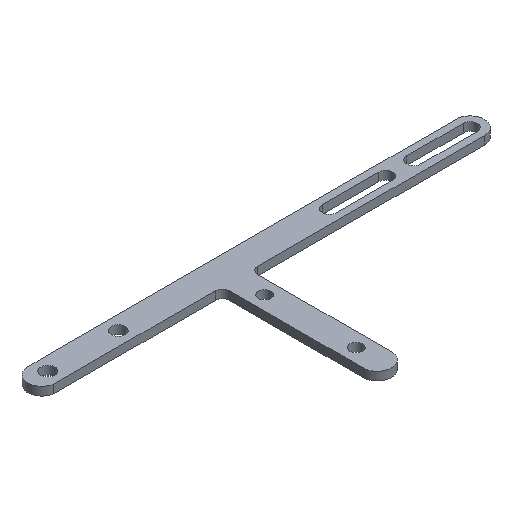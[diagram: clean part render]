
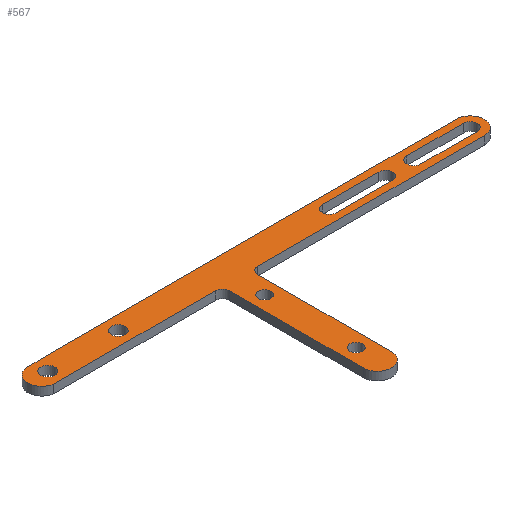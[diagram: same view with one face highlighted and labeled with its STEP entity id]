
A CAD part, isometric view. The second image highlights one B-rep face of the part: STEP entity #567.
In plain terms, the highlighted planar face has unit normal (0, 0, 1).
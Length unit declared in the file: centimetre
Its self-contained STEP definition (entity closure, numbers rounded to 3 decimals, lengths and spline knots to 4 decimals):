
#104=CIRCLE('',#571,0.25);
#106=CIRCLE('',#575,0.5);
#108=CIRCLE('',#580,0.5);
#110=CIRCLE('',#584,0.25);
#112=CIRCLE('',#588,0.5);
#114=CIRCLE('',#591,0.25);
#116=CIRCLE('',#595,0.25);
#118=CIRCLE('',#599,0.225);
#120=CIRCLE('',#602,0.225);
#122=CIRCLE('',#605,0.25);
#124=CIRCLE('',#608,0.25);
#126=CIRCLE('',#611,0.25);
#128=CIRCLE('',#615,0.25);
#143=VERTEX_POINT('',#751);
#144=VERTEX_POINT('',#752);
#147=VERTEX_POINT('',#760);
#149=VERTEX_POINT('',#766);
#151=VERTEX_POINT('',#772);
#153=VERTEX_POINT('',#778);
#155=VERTEX_POINT('',#784);
#157=VERTEX_POINT('',#790);
#159=VERTEX_POINT('',#796);
#161=VERTEX_POINT('',#802);
#163=VERTEX_POINT('',#808);
#165=VERTEX_POINT('',#817);
#166=VERTEX_POINT('',#818);
#169=VERTEX_POINT('',#826);
#171=VERTEX_POINT('',#832);
#173=VERTEX_POINT('',#841);
#175=VERTEX_POINT('',#846);
#177=VERTEX_POINT('',#851);
#179=VERTEX_POINT('',#856);
#181=VERTEX_POINT('',#861);
#182=VERTEX_POINT('',#862);
#185=VERTEX_POINT('',#870);
#187=VERTEX_POINT('',#876);
#189=VECTOR('',#621,1.);
#194=VECTOR('',#633,1.);
#198=VECTOR('',#644,1.);
#201=VECTOR('',#648,1.);
#205=VECTOR('',#659,1.);
#209=VECTOR('',#670,1.);
#214=VECTOR('',#688,1.);
#218=VECTOR('',#699,1.);
#222=VECTOR('',#734,1.);
#226=VECTOR('',#745,1.);
#228=LINE('',#750,#189);
#233=LINE('',#765,#194);
#237=LINE('',#777,#198);
#240=LINE('',#783,#201);
#244=LINE('',#795,#205);
#248=LINE('',#807,#209);
#253=LINE('',#825,#214);
#257=LINE('',#837,#218);
#261=LINE('',#869,#222);
#265=LINE('',#881,#226);
#267=EDGE_CURVE('',#143,#144,#228,.T.);
#271=EDGE_CURVE('',#144,#147,#104,.T.);
#274=EDGE_CURVE('',#147,#149,#233,.T.);
#277=EDGE_CURVE('',#149,#151,#106,.T.);
#280=EDGE_CURVE('',#151,#153,#237,.T.);
#283=EDGE_CURVE('',#153,#155,#240,.T.);
#286=EDGE_CURVE('',#155,#157,#108,.T.);
#289=EDGE_CURVE('',#157,#159,#244,.T.);
#292=EDGE_CURVE('',#159,#161,#110,.T.);
#295=EDGE_CURVE('',#161,#163,#248,.T.);
#298=EDGE_CURVE('',#163,#143,#112,.T.);
#300=EDGE_CURVE('',#165,#166,#114,.T.);
#304=EDGE_CURVE('',#166,#169,#253,.T.);
#307=EDGE_CURVE('',#169,#171,#116,.T.);
#310=EDGE_CURVE('',#171,#165,#257,.T.);
#312=EDGE_CURVE('',#173,#173,#118,.T.);
#314=EDGE_CURVE('',#175,#175,#120,.T.);
#316=EDGE_CURVE('',#177,#177,#122,.T.);
#318=EDGE_CURVE('',#179,#179,#124,.T.);
#320=EDGE_CURVE('',#181,#182,#126,.T.);
#324=EDGE_CURVE('',#182,#185,#261,.T.);
#327=EDGE_CURVE('',#185,#187,#128,.T.);
#330=EDGE_CURVE('',#187,#181,#265,.T.);
#416=ORIENTED_EDGE('',*,*,#320,.F.);
#417=ORIENTED_EDGE('',*,*,#330,.F.);
#418=ORIENTED_EDGE('',*,*,#327,.F.);
#419=ORIENTED_EDGE('',*,*,#324,.F.);
#420=ORIENTED_EDGE('',*,*,#318,.F.);
#421=ORIENTED_EDGE('',*,*,#316,.F.);
#422=ORIENTED_EDGE('',*,*,#314,.F.);
#423=ORIENTED_EDGE('',*,*,#312,.F.);
#424=ORIENTED_EDGE('',*,*,#300,.F.);
#425=ORIENTED_EDGE('',*,*,#310,.F.);
#426=ORIENTED_EDGE('',*,*,#307,.F.);
#427=ORIENTED_EDGE('',*,*,#304,.F.);
#428=ORIENTED_EDGE('',*,*,#267,.F.);
#429=ORIENTED_EDGE('',*,*,#298,.F.);
#430=ORIENTED_EDGE('',*,*,#295,.F.);
#431=ORIENTED_EDGE('',*,*,#292,.F.);
#432=ORIENTED_EDGE('',*,*,#289,.F.);
#433=ORIENTED_EDGE('',*,*,#286,.F.);
#434=ORIENTED_EDGE('',*,*,#283,.F.);
#435=ORIENTED_EDGE('',*,*,#280,.F.);
#436=ORIENTED_EDGE('',*,*,#277,.F.);
#437=ORIENTED_EDGE('',*,*,#274,.F.);
#438=ORIENTED_EDGE('',*,*,#271,.F.);
#489=EDGE_LOOP('',(#416,#417,#418,#419));
#490=EDGE_LOOP('',(#420));
#491=EDGE_LOOP('',(#421));
#492=EDGE_LOOP('',(#422));
#493=EDGE_LOOP('',(#423));
#494=EDGE_LOOP('',(#424,#425,#426,#427));
#495=EDGE_LOOP('',(#428,#429,#430,#431,#432,#433,#434,#435,#436,#437,#438));
#530=FACE_BOUND('',#489,.T.);
#531=FACE_BOUND('',#490,.T.);
#532=FACE_BOUND('',#491,.T.);
#533=FACE_BOUND('',#492,.T.);
#534=FACE_BOUND('',#493,.T.);
#535=FACE_BOUND('',#494,.T.);
#536=FACE_BOUND('',#495,.T.);
#567=ADVANCED_FACE('',(#530,#531,#532,#533,#534,#535,#536),#895,.T.);
#571=AXIS2_PLACEMENT_3D('',#759,#627,#628);
#575=AXIS2_PLACEMENT_3D('',#771,#638,#639);
#580=AXIS2_PLACEMENT_3D('',#789,#653,#654);
#584=AXIS2_PLACEMENT_3D('',#801,#664,#665);
#588=AXIS2_PLACEMENT_3D('',#813,#675,#676);
#591=AXIS2_PLACEMENT_3D('',#816,#681,#682);
#595=AXIS2_PLACEMENT_3D('',#831,#693,#694);
#599=AXIS2_PLACEMENT_3D('',#840,#703,#704);
#602=AXIS2_PLACEMENT_3D('',#845,#709,#710);
#605=AXIS2_PLACEMENT_3D('',#850,#715,#716);
#608=AXIS2_PLACEMENT_3D('',#855,#721,#722);
#611=AXIS2_PLACEMENT_3D('',#860,#727,#728);
#615=AXIS2_PLACEMENT_3D('',#875,#739,#740);
#618=AXIS2_PLACEMENT_3D('',#883,#747,$);
#621=DIRECTION('',(0.,1.,0.));
#627=DIRECTION('',(0.,0.,1.));
#628=DIRECTION('',(0.25,0.,0.));
#633=DIRECTION('',(-1.,0.,0.));
#638=DIRECTION('',(0.,0.,-1.));
#639=DIRECTION('',(0.5,0.,0.));
#644=DIRECTION('',(1.,0.013,0.));
#648=DIRECTION('',(1.,0.,0.));
#653=DIRECTION('',(0.,0.,-1.));
#654=DIRECTION('',(0.5,0.,0.));
#659=DIRECTION('',(-1.,0.,0.));
#664=DIRECTION('',(0.,0.,1.));
#665=DIRECTION('',(0.25,0.,0.));
#670=DIRECTION('',(0.,-1.,0.));
#675=DIRECTION('',(0.,0.,-1.));
#676=DIRECTION('',(0.5,0.,0.));
#681=DIRECTION('',(0.,0.,1.));
#682=DIRECTION('',(0.25,0.,0.));
#688=DIRECTION('',(1.,0.,0.));
#693=DIRECTION('',(0.,0.,1.));
#694=DIRECTION('',(0.25,0.,0.));
#699=DIRECTION('',(-1.,0.,0.));
#703=DIRECTION('',(0.,0.,1.));
#704=DIRECTION('',(0.225,0.,0.));
#709=DIRECTION('',(0.,0.,1.));
#710=DIRECTION('',(0.225,0.,0.));
#715=DIRECTION('',(0.,0.,1.));
#716=DIRECTION('',(0.25,0.,0.));
#721=DIRECTION('',(0.,0.,1.));
#722=DIRECTION('',(0.25,0.,0.));
#727=DIRECTION('',(0.,0.,1.));
#728=DIRECTION('',(0.25,0.,0.));
#734=DIRECTION('',(-1.,0.,0.));
#739=DIRECTION('',(0.,0.,1.));
#740=DIRECTION('',(0.25,0.,0.));
#745=DIRECTION('',(1.,0.,0.));
#747=DIRECTION('',(0.,0.,1.));
#750=CARTESIAN_POINT('',(-2.,-1.25,0.3));
#751=CARTESIAN_POINT('',(-2.,-6.,0.3));
#752=CARTESIAN_POINT('',(-2.,-1.25,0.3));
#759=CARTESIAN_POINT('',(-2.25,-1.25,0.3));
#760=CARTESIAN_POINT('',(-2.25,-1.,0.3));
#765=CARTESIAN_POINT('',(-7.,-1.,0.3));
#766=CARTESIAN_POINT('',(-8.,-1.,0.3));
#771=CARTESIAN_POINT('',(-7.9196,-0.5065,0.3));
#772=CARTESIAN_POINT('',(-7.9999,-0.013,0.3));
#777=CARTESIAN_POINT('',(-7.,0.,0.3));
#778=CARTESIAN_POINT('',(-7.,0.,0.3));
#783=CARTESIAN_POINT('',(7.,0.,0.3));
#784=CARTESIAN_POINT('',(7.3,0.,0.3));
#789=CARTESIAN_POINT('',(7.3,-0.5,0.3));
#790=CARTESIAN_POINT('',(7.3,-1.,0.3));
#795=CARTESIAN_POINT('',(7.,-1.,0.3));
#796=CARTESIAN_POINT('',(-0.75,-1.,0.3));
#801=CARTESIAN_POINT('',(-0.75,-1.25,0.3));
#802=CARTESIAN_POINT('',(-1.,-1.25,0.3));
#807=CARTESIAN_POINT('',(-1.,-6.,0.3));
#808=CARTESIAN_POINT('',(-1.,-6.,0.3));
#813=CARTESIAN_POINT('',(-1.5,-6.,0.3));
#816=CARTESIAN_POINT('',(5.3,-0.5,0.3));
#817=CARTESIAN_POINT('',(5.3,-0.25,0.3));
#818=CARTESIAN_POINT('',(5.3,-0.75,0.3));
#825=CARTESIAN_POINT('',(7.3,-0.75,0.3));
#826=CARTESIAN_POINT('',(7.3,-0.75,0.3));
#831=CARTESIAN_POINT('',(7.3,-0.5,0.3));
#832=CARTESIAN_POINT('',(7.3,-0.25,0.3));
#837=CARTESIAN_POINT('',(5.3,-0.25,0.3));
#840=CARTESIAN_POINT('',(-1.5,-5.25,0.3));
#841=CARTESIAN_POINT('',(-1.275,-5.25,0.3));
#845=CARTESIAN_POINT('',(-1.5,-2.,0.3));
#846=CARTESIAN_POINT('',(-1.275,-2.,0.3));
#850=CARTESIAN_POINT('',(-5.2,-0.5,0.3));
#851=CARTESIAN_POINT('',(-4.95,-0.5,0.3));
#855=CARTESIAN_POINT('',(-7.7,-0.5,0.3));
#856=CARTESIAN_POINT('',(-7.45,-0.5,0.3));
#860=CARTESIAN_POINT('',(4.3,-0.5,0.3));
#861=CARTESIAN_POINT('',(4.3,-0.75,0.3));
#862=CARTESIAN_POINT('',(4.3,-0.25,0.3));
#869=CARTESIAN_POINT('',(4.3,-0.25,0.3));
#870=CARTESIAN_POINT('',(2.3,-0.25,0.3));
#875=CARTESIAN_POINT('',(2.3,-0.5,0.3));
#876=CARTESIAN_POINT('',(2.3,-0.75,0.3));
#881=CARTESIAN_POINT('',(2.3,-0.75,0.3));
#883=CARTESIAN_POINT('',(-0.5905,-1.3765,0.3));
#895=PLANE('',#618);
